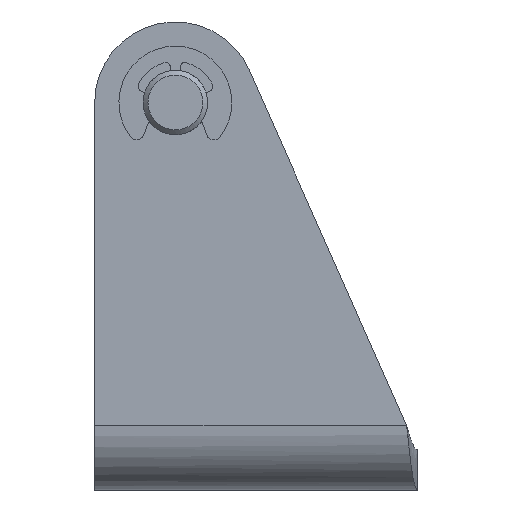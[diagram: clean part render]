
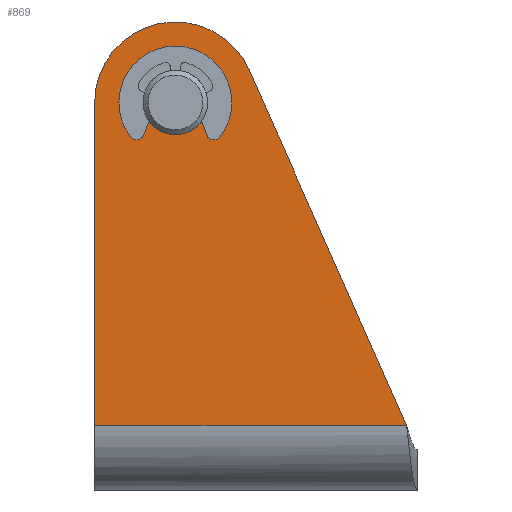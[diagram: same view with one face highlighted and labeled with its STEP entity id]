
A CAD part, top view. The second image highlights one B-rep face of the part: STEP entity #869.
In plain terms, the highlighted planar face has unit normal (0, 0, 1).
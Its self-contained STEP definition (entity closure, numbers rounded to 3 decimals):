
#280=CARTESIAN_POINT('',(2.78,-2.126,2.5));
#281=VERTEX_POINT('',#280);
#288=CARTESIAN_POINT('',(-2.78,-2.126,2.5));
#289=VERTEX_POINT('',#288);
#290=CARTESIAN_POINT('',(0.,0.,2.5));
#291=DIRECTION('',(0.,0.,-1.0));
#292=DIRECTION('',(0.794,-0.608,0.));
#293=AXIS2_PLACEMENT_3D('',#290,#291,#292);
#294=CIRCLE('',#293,3.5);
#295=EDGE_CURVE('',#289,#281,#294,.T.);
#312=CARTESIAN_POINT('',(1.946,-1.995,2.5));
#313=VERTEX_POINT('',#312);
#320=CARTESIAN_POINT('',(2.399,-1.835,2.5));
#321=DIRECTION('',(0.,0.,-1.0));
#322=DIRECTION('',(-0.943,-0.334,0.));
#323=AXIS2_PLACEMENT_3D('',#320,#321,#322);
#324=CIRCLE('',#323,0.48);
#325=EDGE_CURVE('',#281,#313,#324,.T.);
#345=CARTESIAN_POINT('',(1.466,-0.64,2.5));
#346=VERTEX_POINT('',#345);
#353=CARTESIAN_POINT('',(1.946,-1.995,2.5));
#354=DIRECTION('',(-0.334,0.943,0.0));
#355=VECTOR('',#354,1.437);
#356=LINE('',#353,#355);
#357=EDGE_CURVE('',#313,#346,#356,.T.);
#750=CARTESIAN_POINT('',(-1.946,-1.995,2.5));
#751=VERTEX_POINT('',#750);
#758=CARTESIAN_POINT('',(-1.466,-0.64,2.5));
#759=VERTEX_POINT('',#758);
#760=CARTESIAN_POINT('',(-1.466,-0.64,2.5));
#761=DIRECTION('',(-0.334,-0.943,0.0));
#762=VECTOR('',#761,1.437);
#763=LINE('',#760,#762);
#764=EDGE_CURVE('',#759,#751,#763,.T.);
#782=CARTESIAN_POINT('',(-2.399,-1.835,2.5));
#783=DIRECTION('',(0.,0.,-1.0));
#784=DIRECTION('',(-0.794,-0.608,0.));
#785=AXIS2_PLACEMENT_3D('',#782,#783,#784);
#786=CIRCLE('',#785,0.48);
#787=EDGE_CURVE('',#751,#289,#786,.T.);
#815=CARTESIAN_POINT('',(3.027,-12.008,2.5));
#816=DIRECTION('',(0.0,0.0,1.0));
#817=DIRECTION('',(1.0,0.0,0.0));
#818=AXIS2_PLACEMENT_3D('',#815,#816,#817);
#819=PLANE('',#818);
#820=CARTESIAN_POINT('',(-5.0,-20.,2.5));
#821=VERTEX_POINT('',#820);
#822=CARTESIAN_POINT('',(14.335,-20.,2.5));
#823=VERTEX_POINT('',#822);
#824=CARTESIAN_POINT('',(-5.0,-20.,2.5));
#825=DIRECTION('',(1.0,0.0,0.0));
#826=VECTOR('',#825,19.335);
#827=LINE('',#824,#826);
#828=EDGE_CURVE('',#821,#823,#827,.T.);
#829=ORIENTED_EDGE('',*,*,#828,.T.);
#830=CARTESIAN_POINT('',(4.571,2.026,2.5));
#831=VERTEX_POINT('',#830);
#832=CARTESIAN_POINT('',(4.571,2.026,2.5));
#833=DIRECTION('',(0.405,-0.914,0.0));
#834=VECTOR('',#833,24.093);
#835=LINE('',#832,#834);
#836=EDGE_CURVE('',#831,#823,#835,.T.);
#837=ORIENTED_EDGE('',*,*,#836,.F.);
#838=CARTESIAN_POINT('',(-5.,0.0,2.5));
#839=VERTEX_POINT('',#838);
#840=CARTESIAN_POINT('',(0.0,0.0,2.5));
#841=DIRECTION('',(0.0,0.0,-1.0));
#842=DIRECTION('',(-0.914,-0.405,0.0));
#843=AXIS2_PLACEMENT_3D('',#840,#841,#842);
#844=CIRCLE('',#843,5.);
#845=EDGE_CURVE('',#839,#831,#844,.T.);
#846=ORIENTED_EDGE('',*,*,#845,.F.);
#847=CARTESIAN_POINT('',(-5.0,-20.,2.5));
#848=DIRECTION('',(0.0,1.0,0.0));
#849=VECTOR('',#848,20.);
#850=LINE('',#847,#849);
#851=EDGE_CURVE('',#821,#839,#850,.T.);
#852=ORIENTED_EDGE('',*,*,#851,.F.);
#853=EDGE_LOOP('',(#829,#837,#846,#852));
#854=FACE_OUTER_BOUND('',#853,.T.);
#855=ORIENTED_EDGE('',*,*,#357,.T.);
#856=CARTESIAN_POINT('',(0.0,0.0,2.5));
#857=DIRECTION('',(0.0,0.0,1.0));
#858=DIRECTION('',(0.0,1.0,0.0));
#859=AXIS2_PLACEMENT_3D('',#856,#857,#858);
#860=CIRCLE('',#859,1.6);
#861=EDGE_CURVE('',#759,#346,#860,.T.);
#862=ORIENTED_EDGE('',*,*,#861,.F.);
#863=ORIENTED_EDGE('',*,*,#764,.T.);
#864=ORIENTED_EDGE('',*,*,#787,.T.);
#865=ORIENTED_EDGE('',*,*,#295,.T.);
#866=ORIENTED_EDGE('',*,*,#325,.T.);
#867=EDGE_LOOP('',(#855,#862,#863,#864,#865,#866));
#868=FACE_BOUND('',#867,.T.);
#869=ADVANCED_FACE('',(#854,#868),#819,.T.);
